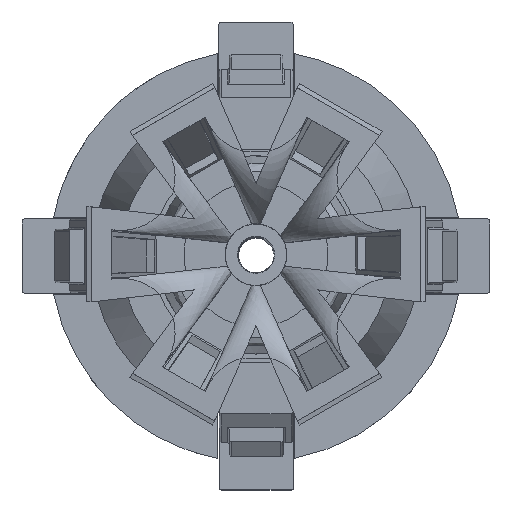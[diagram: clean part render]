
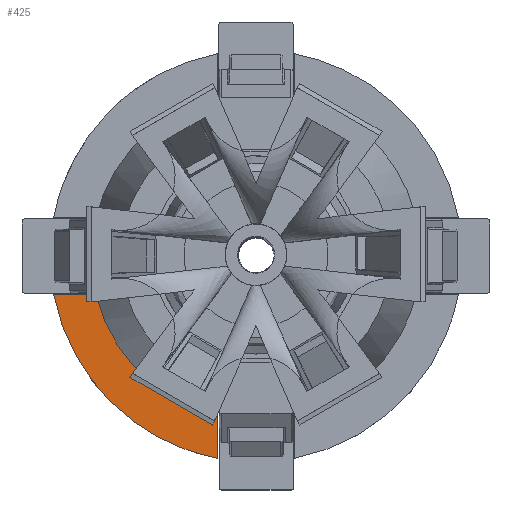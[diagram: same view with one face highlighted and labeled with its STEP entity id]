
A CAD part, top view. The second image highlights one B-rep face of the part: STEP entity #425.
In plain terms, the highlighted free-form (B-spline) face has degree [1, 1] with [2, 2] control points.
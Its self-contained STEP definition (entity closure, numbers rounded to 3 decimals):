
#268=CARTESIAN_POINT('',(-49.137,-9.25,5.));
#269=VERTEX_POINT('',#268);
#270=CARTESIAN_POINT('',(-9.25,-49.137,5.));
#271=VERTEX_POINT('',#270);
#272=CARTESIAN_POINT('',(-49.137,-9.25,5.));
#273=CARTESIAN_POINT('',(-44.888,-31.819,5.));
#274=CARTESIAN_POINT('',(-25.,-43.301,5.));
#275=CARTESIAN_POINT('',(-17.622,-47.561,5.));
#276=CARTESIAN_POINT('',(-9.25,-49.137,5.));
#277=(BOUNDED_CURVE()B_SPLINE_CURVE(2,(#272,#273,#274,#275,#276),.CIRCULAR_ARC.,.F.,.U.)B_SPLINE_CURVE_WITH_KNOTS((3,2,3),(0.527,0.667,0.726),.UNSPECIFIED.)CURVE()GEOMETRIC_REPRESENTATION_ITEM()RATIONAL_B_SPLINE_CURVE((0.757,0.79,1.,0.91,0.853))REPRESENTATION_ITEM(''));
#278=EDGE_CURVE('',#269,#271,#277,.T.);
#395=CARTESIAN_POINT('',(-49.137,-49.137,5.));
#396=CARTESIAN_POINT('',(-49.137,49.137,5.));
#397=CARTESIAN_POINT('',(49.137,-49.137,5.));
#398=CARTESIAN_POINT('',(49.137,49.137,5.));
#399=B_SPLINE_SURFACE_WITH_KNOTS('',1,1,((#395,#396),(#397,#398)),.PLANE_SURF.,.F.,.F.,.U.,(2,2),(2,2),(0.312,0.828),(0.242,0.758),.UNSPECIFIED.);
#400=ORIENTED_EDGE('',*,*,#278,.T.);
#401=CARTESIAN_POINT('',(-9.25,-38.916,5.));
#402=VERTEX_POINT('',#401);
#403=CARTESIAN_POINT('',(-9.25,-38.916,5.));
#404=CARTESIAN_POINT('',(-9.25,-49.137,5.));
#405=B_SPLINE_CURVE_WITH_KNOTS('',1,(#403,#404),.POLYLINE_FORM.,.F.,.U.,(2,2),(0.649,0.688),.UNSPECIFIED.);
#406=EDGE_CURVE('',#402,#271,#405,.T.);
#407=ORIENTED_EDGE('',*,*,#406,.F.);
#408=CARTESIAN_POINT('',(-38.916,-9.25,5.));
#409=VERTEX_POINT('',#408);
#410=CARTESIAN_POINT('',(-38.916,-9.25,5.));
#411=CARTESIAN_POINT('',(-34.929,-26.022,5.));
#412=CARTESIAN_POINT('',(-20.,-34.641,5.));
#413=CARTESIAN_POINT('',(-14.937,-37.564,5.));
#414=CARTESIAN_POINT('',(-9.25,-38.916,5.));
#415=(BOUNDED_CURVE()B_SPLINE_CURVE(2,(#410,#411,#412,#413,#414),.CIRCULAR_ARC.,.F.,.U.)B_SPLINE_CURVE_WITH_KNOTS((3,2,3),(0.534,0.667,0.719),.UNSPECIFIED.)CURVE()GEOMETRIC_REPRESENTATION_ITEM()RATIONAL_B_SPLINE_CURVE((0.76,0.801,1.,0.922,0.869))REPRESENTATION_ITEM(''));
#416=EDGE_CURVE('',#409,#402,#415,.T.);
#417=ORIENTED_EDGE('',*,*,#416,.F.);
#418=CARTESIAN_POINT('',(-49.137,-9.25,5.));
#419=CARTESIAN_POINT('',(-38.916,-9.25,5.));
#420=B_SPLINE_CURVE_WITH_KNOTS('',1,(#418,#419),.POLYLINE_FORM.,.F.,.U.,(2,2),(0.525,0.564),.UNSPECIFIED.);
#421=EDGE_CURVE('',#269,#409,#420,.T.);
#422=ORIENTED_EDGE('',*,*,#421,.F.);
#423=EDGE_LOOP('',(#400,#407,#417,#422));
#424=FACE_OUTER_BOUND('',#423,.T.);
#425=ADVANCED_FACE('',(#424),#399,.T.);
